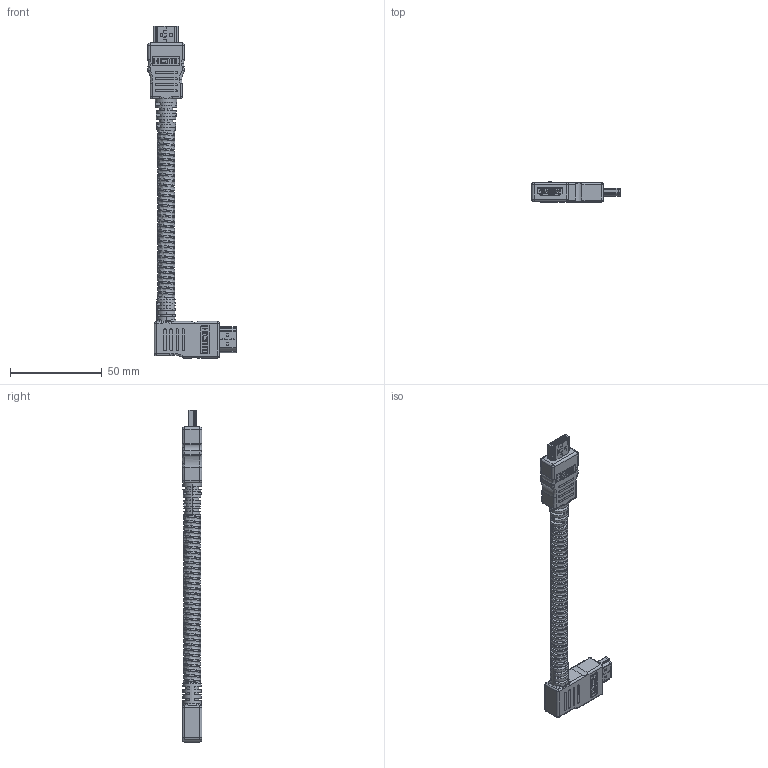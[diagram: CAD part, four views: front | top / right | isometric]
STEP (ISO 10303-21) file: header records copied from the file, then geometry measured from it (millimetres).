
FILE_DESCRIPTION (( 'STEP AP203' ), '1' );
FILE_NAME ('HDMICARAMT.STEP', '2011-03-25T16:32:04', ( 'x' ), ( 'Microsoft' ), 'SwSTEP 2.0', 'SolidWorks 2010', '' );
FILE_SCHEMA (( 'CONFIG_CONTROL_DESIGN' ));
Products named in the file (13): MTN-518_??; MTN-518_with Global Connectivity logo; MTN-547; MTN-547_with Global Connectivity logo; HDMICARAMT; HDMICAPL-MA2; 1AH05-007(HDMI TYPE A MALE)_??; HDMI TYPE A MALE SHELL_??; HDMI TYPE A MALE HOUSING_??; HDMI TYPE A MALE  BACK SHELL_??; 1AH05-002; MTN-548; 3AC13-001_HDMICARAMT
Assembly tree (12 placements, depth 4):
  HDMICARAMT
    MTN-518_??
      MTN-518_with Global Connectivity logo
      1AH05-007(HDMI TYPE A MALE)_??
        HDMI TYPE A MALE HOUSING_??
        HDMI TYPE A MALE SHELL_??
        HDMI TYPE A MALE  BACK SHELL_??
    3AC13-001_HDMICARAMT
    MTN-547
      MTN-548
      MTN-547_with Global Connectivity logo
      1AH05-002
    HDMICAPL-MA2
Bounding box: 48.05 x 10.88 x 180.79 mm (x, y, z)
Volume: 26513.1 mm3; surface area: 23350.7 mm2
Topology: 28 solids, 28 shells, 3347 faces, 8889 edges, 5821 vertices
Faces by surface type: plane 2593, cylinder 531, bspline 159, torus 34, sphere 28, cone 2
Entity records: 123252 total; most frequent: CARTESIAN_POINT 39480, ORIENTED_EDGE 17694, DIRECTION 15698, EDGE_CURVE 8847, LINE 7284, VECTOR 7284, VERTEX_POINT 5821, AXIS2_PLACEMENT_3D 4207
